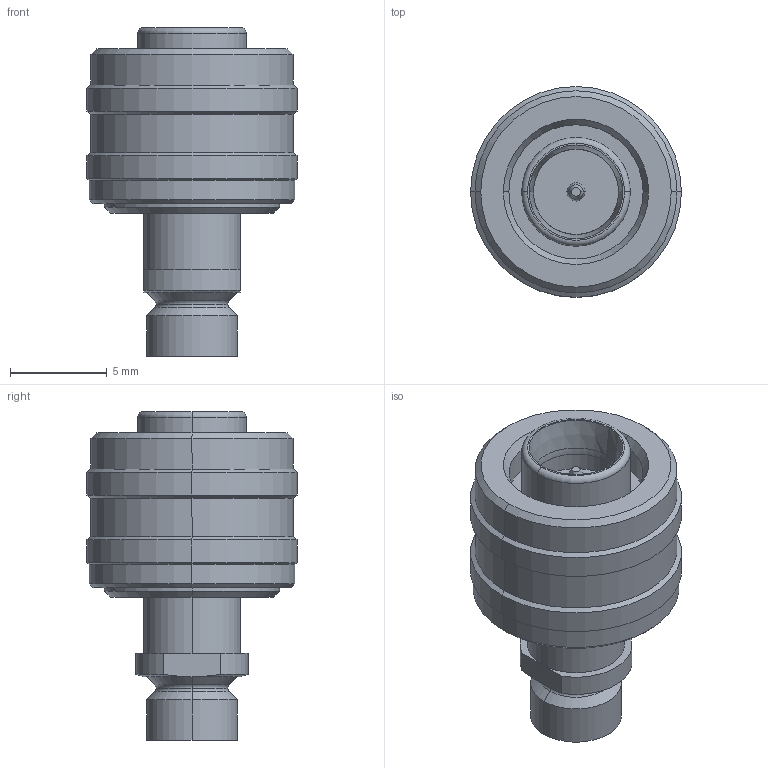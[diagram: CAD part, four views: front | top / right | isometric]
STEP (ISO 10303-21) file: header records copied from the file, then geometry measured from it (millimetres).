
FILE_DESCRIPTION (( 'STEP AP214' ), '1' );
FILE_NAME ('J01480A3001.STEP', '2019-10-15T12:19:12', ( '' ), ( '' ), 'SwSTEP 2.0', 'SolidWorks 2018', '' );
FILE_SCHEMA (( 'AUTOMOTIVE_DESIGN' ));
Length unit declared in the file: millimetre
Products named in the file (1): J01480A3001
Bounding box: 10.9 x 10.9 x 17 mm (x, y, z)
Volume: 820.1 mm3; surface area: 721.2 mm2
Topology: 1 solids, 1 shells, 80 faces, 160 edges, 90 vertices
Faces by surface type: cone 28, cylinder 28, plane 14, torus 10
Entity records: 2945 total; most frequent: DIRECTION 414, CARTESIAN_POINT 343, ORIENTED_EDGE 320, AXIS2_PLACEMENT_3D 177, EDGE_CURVE 160, CIRCLE 96, VERTEX_POINT 90, EDGE_LOOP 88
